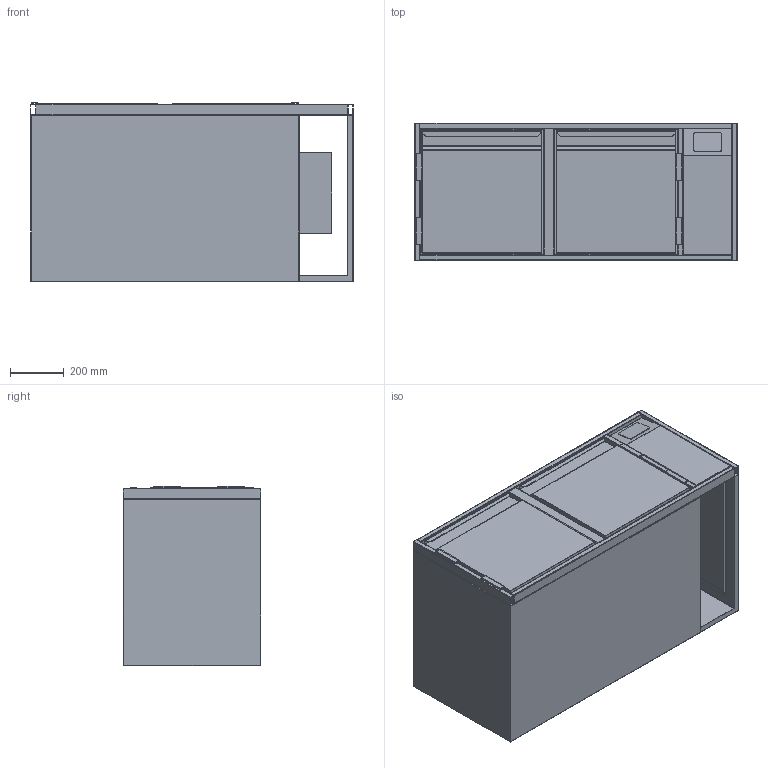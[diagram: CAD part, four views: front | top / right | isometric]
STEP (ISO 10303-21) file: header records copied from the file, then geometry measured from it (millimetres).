
FILE_DESCRIPTION (( 'STEP AP214' ), '1' );
FILE_NAME ('UTKZ-2-51-R-2T.step', '2024-11-06T14:58:57', ( '' ), ( '' ), 'SwSTEP 2.0', 'SolidWorks 2023', '' );
FILE_SCHEMA (( 'AUTOMOTIVE_DESIGN' ));
Length unit declared in the file: millimetre
Products named in the file (11): 20-03-43331_G-KT-Auflage-400-660-mit-Rost; 24-01-54895_G-TK-Einbauelement-Tür-460-660-510-L; 23-10-54612_G-TK-Korpus-1000-660-510-R; 20-03-43331_G-KT-Auflage-400-660-Ohne-Rost; 24-01-54895_G-TK-Einbauelement-Tür-460-660-510-R; 24-01-54902_TK-TUER-445-455-L; 24-01-54902_TK-TUER-445-455-R; UTKZ-2-51-R-2T; 24-01-54896_G-TK-Rahmen-Tür-460-510; 21-11-50307_G-TK-FRR-510-1200--1000B-200; 24-02-55011_G-TK-Fach-Z-R-200-660-510
Assembly tree (13 placements, depth 3):
  UTKZ-2-51-R-2T
    23-10-54612_G-TK-Korpus-1000-660-510-R
    21-11-50307_G-TK-FRR-510-1200--1000B-200
    24-02-55011_G-TK-Fach-Z-R-200-660-510
    24-01-54895_G-TK-Einbauelement-Tür-460-660-510-L
      24-01-54896_G-TK-Rahmen-Tür-460-510
      24-01-54902_TK-TUER-445-455-L
      20-03-43331_G-KT-Auflage-400-660-Ohne-Rost
      20-03-43331_G-KT-Auflage-400-660-mit-Rost
    24-01-54895_G-TK-Einbauelement-Tür-460-660-510-R
      24-01-54896_G-TK-Rahmen-Tür-460-510
      24-01-54902_TK-TUER-445-455-R
      20-03-43331_G-KT-Auflage-400-660-Ohne-Rost
      20-03-43331_G-KT-Auflage-400-660-mit-Rost
Bounding box: 1201 x 510 x 667.5 mm (x, y, z)
Volume: 160155329.2 mm3; surface area: 10312589.6 mm2
Topology: 28 solids, 28 shells, 1627 faces, 4346 edges, 2756 vertices
Faces by surface type: cylinder 1016, plane 515, sphere 34, torus 32, bspline 30
Entity records: 35601 total; most frequent: CARTESIAN_POINT 6847, DIRECTION 6129, ORIENTED_EDGE 5686, EDGE_CURVE 2843, AXIS2_PLACEMENT_3D 2292, VERTEX_POINT 1798, VECTOR 1545, LINE 1545
